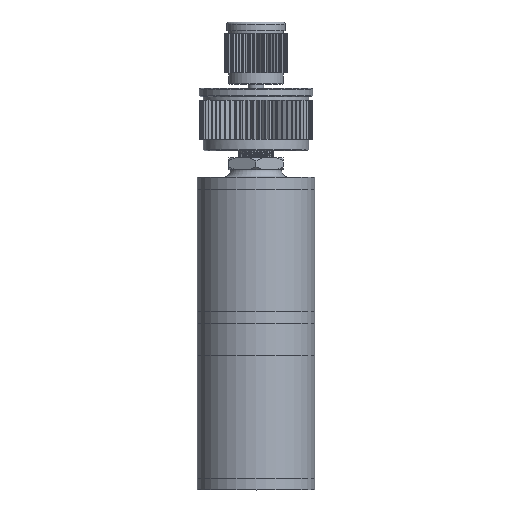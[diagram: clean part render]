
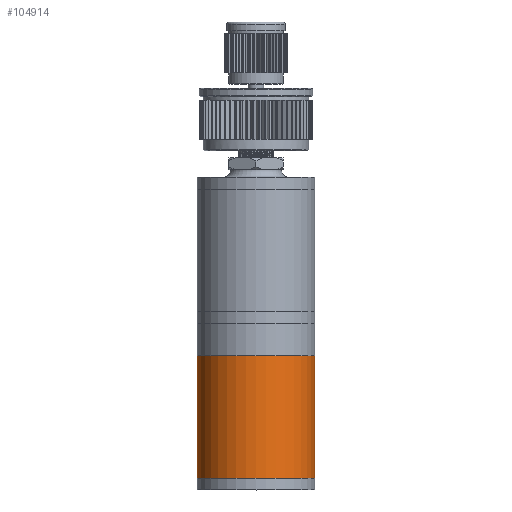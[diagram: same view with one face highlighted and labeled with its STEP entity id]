
A CAD part, front view. The second image highlights one B-rep face of the part: STEP entity #104914.
In plain terms, the highlighted cylindrical face has radius 15 mm (diameter 30 mm), a partial arc.
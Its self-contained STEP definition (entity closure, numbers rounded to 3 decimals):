
#2461 = CARTESIAN_POINT ( 'NONE',  ( 0., 0., -80. ) ) ;
#3542 = CARTESIAN_POINT ( 'NONE',  ( 15., 0., -77. ) ) ;
#4864 = CARTESIAN_POINT ( 'NONE',  ( 0., 0., -77. ) ) ;
#6744 = DIRECTION ( 'NONE',  ( 0., 0., 1. ) ) ;
#11730 = CARTESIAN_POINT ( 'NONE',  ( 15., 0., -80. ) ) ;
#16517 = CIRCLE ( 'NONE', #108963, 15. ) ;
#16526 = VERTEX_POINT ( 'NONE', #3542 ) ;
#24551 = EDGE_CURVE ( 'NONE', #79312, #81581, #114262, .T. ) ;
#27391 = ORIENTED_EDGE ( 'NONE', *, *, #106641, .F. ) ;
#29691 = VERTEX_POINT ( 'NONE', #40248 ) ;
#30783 = LINE ( 'NONE', #11730, #38635 ) ;
#38635 = VECTOR ( 'NONE', #46455, 1000. ) ;
#40248 = CARTESIAN_POINT ( 'NONE',  ( 15., 0., -45.6 ) ) ;
#44247 = EDGE_CURVE ( 'NONE', #29691, #81581, #90533, .T. ) ;
#45846 = DIRECTION ( 'NONE',  ( 1., 0., 0. ) ) ;
#46455 = DIRECTION ( 'NONE',  ( 0., 0., 1. ) ) ;
#55357 = AXIS2_PLACEMENT_3D ( 'NONE', #2461, #64935, #45846 ) ;
#56676 = EDGE_LOOP ( 'NONE', ( #110774, #27391, #99906, #100906 ) ) ;
#62305 = VECTOR ( 'NONE', #6744, 1000. ) ;
#64834 = DIRECTION ( 'NONE',  ( 0., 0., -1. ) ) ;
#64935 = DIRECTION ( 'NONE',  ( 0., 0., 1. ) ) ;
#65399 = CARTESIAN_POINT ( 'NONE',  ( 0., 0., -45.6 ) ) ;
#72349 = DIRECTION ( 'NONE',  ( 1., 0., 0. ) ) ;
#76538 = DIRECTION ( 'NONE',  ( 0., 0., -1. ) ) ;
#79312 = VERTEX_POINT ( 'NONE', #85574 ) ;
#79451 = CARTESIAN_POINT ( 'NONE',  ( -15., 0., -45.6 ) ) ;
#81581 = VERTEX_POINT ( 'NONE', #79451 ) ;
#85574 = CARTESIAN_POINT ( 'NONE',  ( -15., 0., -77. ) ) ;
#90533 = CIRCLE ( 'NONE', #92422, 15. ) ;
#90923 = FACE_OUTER_BOUND ( 'NONE', #56676, .T. ) ;
#92422 = AXIS2_PLACEMENT_3D ( 'NONE', #65399, #64834, #72349 ) ;
#92452 = EDGE_CURVE ( 'NONE', #16526, #29691, #30783, .T. ) ;
#99906 = ORIENTED_EDGE ( 'NONE', *, *, #92452, .T. ) ;
#100164 = CYLINDRICAL_SURFACE ( 'NONE', #55357, 15. ) ;
#100906 = ORIENTED_EDGE ( 'NONE', *, *, #44247, .T. ) ;
#104914 = ADVANCED_FACE ( 'NONE', ( #90923 ), #100164, .T. ) ;
#105600 = CARTESIAN_POINT ( 'NONE',  ( -15., 0., -80. ) ) ;
#106641 = EDGE_CURVE ( 'NONE', #16526, #79312, #16517, .T. ) ;
#108963 = AXIS2_PLACEMENT_3D ( 'NONE', #4864, #76538, #111779 ) ;
#110774 = ORIENTED_EDGE ( 'NONE', *, *, #24551, .F. ) ;
#111779 = DIRECTION ( 'NONE',  ( 0., -1., 0. ) ) ;
#114262 = LINE ( 'NONE', #105600, #62305 ) ;
